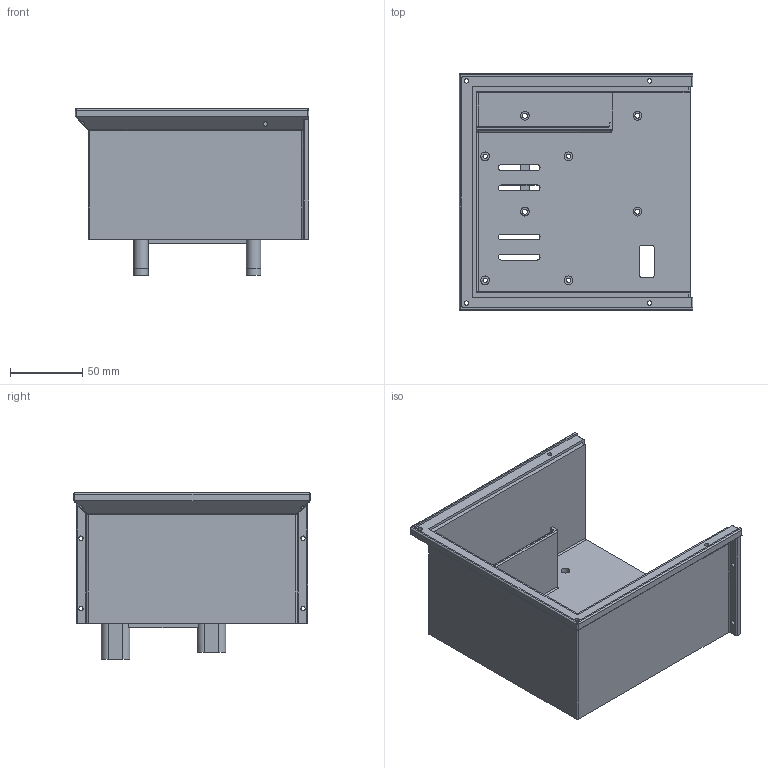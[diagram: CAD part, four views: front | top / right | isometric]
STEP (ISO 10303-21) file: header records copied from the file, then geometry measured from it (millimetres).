
FILE_DESCRIPTION(('FreeCAD Model'),'2;1');
FILE_NAME('Open CASCADE Shape Model','2025-02-10T01:25:13',('Author'),( ''),'Open CASCADE STEP processor 7.6','FreeCAD','Unknown');
FILE_SCHEMA(('AUTOMOTIVE_DESIGN { 1 0 10303 214 1 1 1 1 }'));
Length unit declared in the file: millimetre
Products named in the file (1): Body
Bounding box: 162.15 x 164.3 x 115.5 mm (x, y, z)
Volume: 313942.1 mm3; surface area: 149995.3 mm2
Topology: 1 solids, 1 shells, 194 faces, 531 edges, 330 vertices
Faces by surface type: cylinder 91, plane 90, sphere 7, bspline 5, torus 1
Full cylindrical faces by diameter (mm): 3 x12, 3.5 x8, 6 x8
Entity records: 15026 total; most frequent: CARTESIAN_POINT 4522, DIRECTION 1988, LINE 1163, VECTOR 1163, ORIENTED_EDGE 1042, PCURVE 1042, DEFINITIONAL_REPRESENTATION 1042, EDGE_CURVE 521
